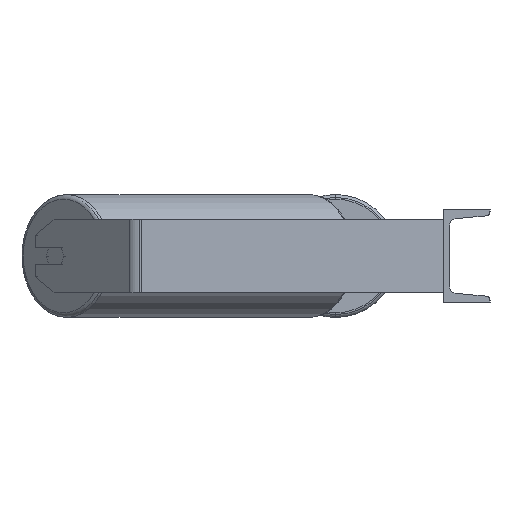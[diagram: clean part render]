
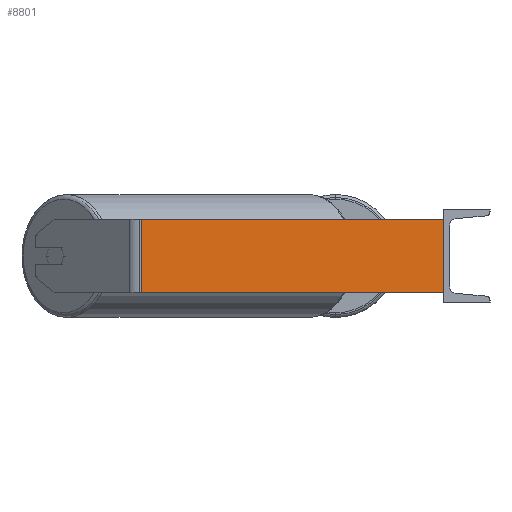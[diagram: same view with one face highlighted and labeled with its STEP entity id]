
A CAD part, left-side view. The second image highlights one B-rep face of the part: STEP entity #8801.
In plain terms, the highlighted planar face has unit normal (-0.996, -0.087, 0).
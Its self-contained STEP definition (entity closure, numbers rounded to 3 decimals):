
#276 = AXIS2_PLACEMENT_3D ( 'NONE', #7463, #8950, #3317 ) ;
#300 = VERTEX_POINT ( 'NONE', #4899 ) ;
#636 = CARTESIAN_POINT ( 'NONE',  ( -614.29, 334.781, -40. ) ) ;
#662 = CARTESIAN_POINT ( 'NONE',  ( -613.639, 327.348, 40. ) ) ;
#1240 = VERTEX_POINT ( 'NONE', #1488 ) ;
#1488 = CARTESIAN_POINT ( 'NONE',  ( -585., 0., -40. ) ) ;
#1865 = VERTEX_POINT ( 'NONE', #6916 ) ;
#1866 = ORIENTED_EDGE ( 'NONE', *, *, #4632, .T. ) ;
#1873 = DIRECTION ( 'NONE',  ( 0., 0., -1. ) ) ;
#2088 = EDGE_LOOP ( 'NONE', ( #1866, #6288, #2341, #2414 ) ) ;
#2242 = LINE ( 'NONE', #636, #9024 ) ;
#2254 = VECTOR ( 'NONE', #2421, 1000. ) ;
#2313 = VERTEX_POINT ( 'NONE', #662 ) ;
#2319 = LINE ( 'NONE', #7956, #2254 ) ;
#2341 = ORIENTED_EDGE ( 'NONE', *, *, #6303, .F. ) ;
#2414 = ORIENTED_EDGE ( 'NONE', *, *, #7875, .T. ) ;
#2421 = DIRECTION ( 'NONE',  ( 0.087, -0.996, 0. ) ) ;
#2619 = FACE_OUTER_BOUND ( 'NONE', #2088, .T. ) ;
#3213 = PLANE ( 'NONE',  #276 ) ;
#3317 = DIRECTION ( 'NONE',  ( -0.087, 0.996, 0. ) ) ;
#3375 = VECTOR ( 'NONE', #1873, 1000. ) ;
#3408 = VECTOR ( 'NONE', #6743, 1000. ) ;
#3897 = EDGE_CURVE ( 'NONE', #1865, #1240, #3932, .T. ) ;
#3932 = LINE ( 'NONE', #3975, #3408 ) ;
#3975 = CARTESIAN_POINT ( 'NONE',  ( -585., 0., 40. ) ) ;
#4632 = EDGE_CURVE ( 'NONE', #300, #1240, #2242, .T. ) ;
#4899 = CARTESIAN_POINT ( 'NONE',  ( -613.639, 327.348, -40. ) ) ;
#5351 = CARTESIAN_POINT ( 'NONE',  ( -613.639, 327.348, 40. ) ) ;
#6288 = ORIENTED_EDGE ( 'NONE', *, *, #3897, .F. ) ;
#6303 = EDGE_CURVE ( 'NONE', #2313, #1865, #2319, .T. ) ;
#6432 = DIRECTION ( 'NONE',  ( 0.087, -0.996, 0. ) ) ;
#6743 = DIRECTION ( 'NONE',  ( 0., 0., -1. ) ) ;
#6916 = CARTESIAN_POINT ( 'NONE',  ( -585., 0., 40. ) ) ;
#7345 = LINE ( 'NONE', #5351, #3375 ) ;
#7463 = CARTESIAN_POINT ( 'NONE',  ( -614.29, 334.781, 40. ) ) ;
#7875 = EDGE_CURVE ( 'NONE', #2313, #300, #7345, .T. ) ;
#7956 = CARTESIAN_POINT ( 'NONE',  ( -614.29, 334.781, 40. ) ) ;
#8801 = ADVANCED_FACE ( 'NONE', ( #2619 ), #3213, .F. ) ;
#8950 = DIRECTION ( 'NONE',  ( 0.996, 0.087, 0. ) ) ;
#9024 = VECTOR ( 'NONE', #6432, 1000. ) ;
